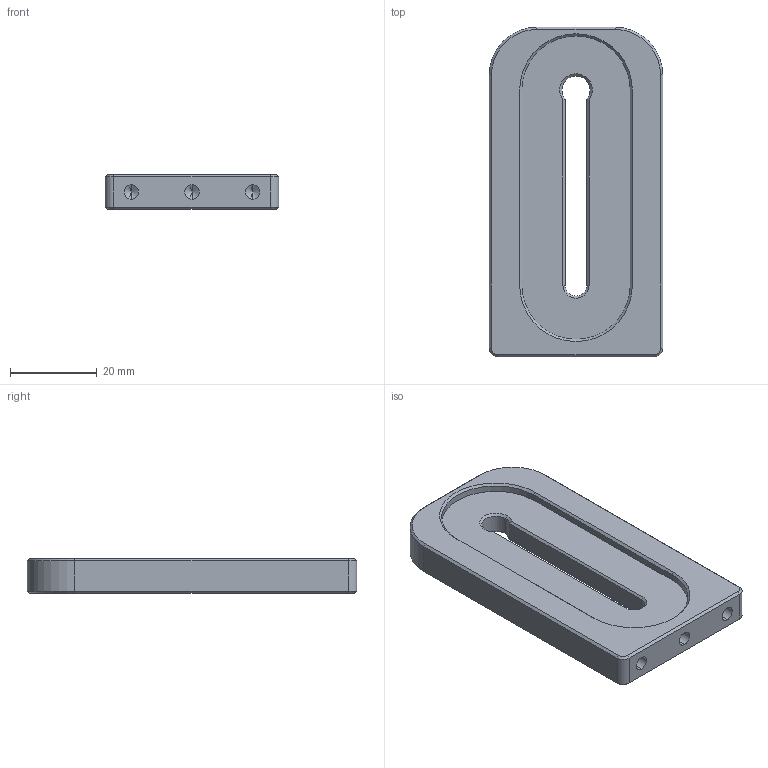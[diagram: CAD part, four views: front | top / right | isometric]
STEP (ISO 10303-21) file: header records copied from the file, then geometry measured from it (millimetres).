
FILE_DESCRIPTION (( 'STEP AP214' ), '1' );
FILE_NAME ('Equerre.STEP', '2025-01-16T08:55:09', ( '' ), ( '' ), 'SwSTEP 2.0', 'SolidWorks 2020', '' );
FILE_SCHEMA (( 'AUTOMOTIVE_DESIGN' ));
Length unit declared in the file: millimetre
Products named in the file (1): Equerre
Bounding box: 40 x 76 x 8 mm (x, y, z)
Volume: 16992 mm3; surface area: 8351.2 mm2
Topology: 1 solids, 1 shells, 88 faces, 208 edges, 121 vertices
Faces by surface type: plane 37, cone 31, cylinder 20
Entity records: 2558 total; most frequent: DIRECTION 442, CARTESIAN_POINT 436, ORIENTED_EDGE 404, EDGE_CURVE 202, AXIS2_PLACEMENT_3D 159, VECTOR 124, LINE 124, VERTEX_POINT 121
